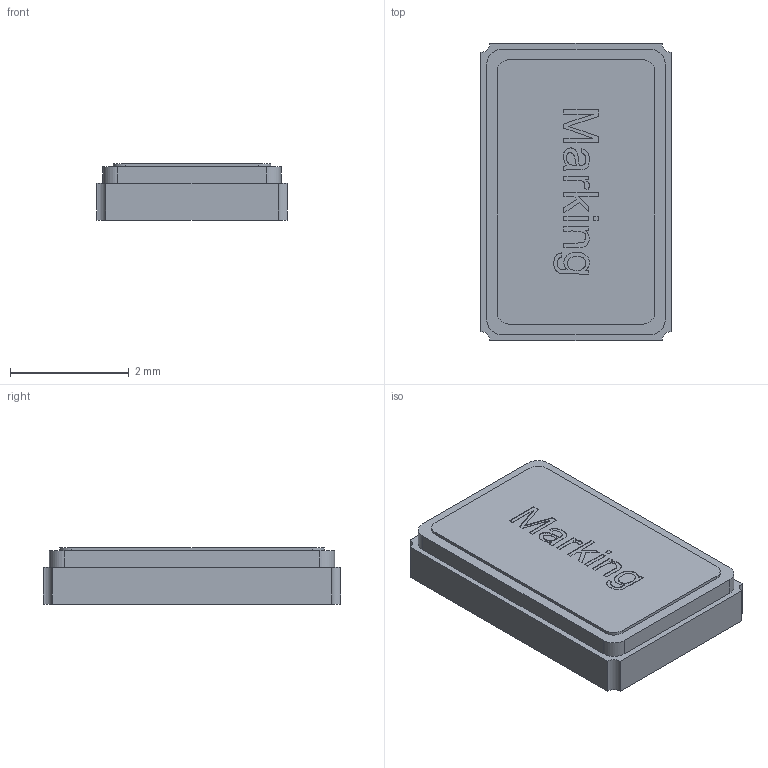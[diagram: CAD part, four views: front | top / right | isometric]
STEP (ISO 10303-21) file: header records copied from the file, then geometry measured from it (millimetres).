
FILE_DESCRIPTION(/* description */ ('Unknown'),/* implementation_level */ '2;1');
FILE_NAME(/* name */ 'Y_Wurth_WE-XTAL-CFPX-104',/* time_stamp */ '2024-10-24T15:43:56+08:00',/* author */ ('Unknown'),/* organization */ ('Unknown'),/* preprocessor_version */ 'ST-DEVELOPER v16.7',/* originating_system */ 'Solid Edge',/* authorisation */ 'Unknown');
FILE_SCHEMA (('AUTOMOTIVE_DESIGN {1 0 10303 214 3 1 1}'));
Length unit declared in the file: millimetre
Products named in the file (2): Y_Wurth_WE-XTAL-CFPX-104
Assembly tree (1 placements, depth 2):
  Y_Wurth_WE-XTAL-CFPX-104
    Y_Wurth_WE-XTAL-CFPX-104
Bounding box: 3.2 x 5 x 0.95 mm (x, y, z)
Volume: 14.5 mm3; surface area: 47 mm2
Topology: 1 solids, 1 shells, 100 faces, 257 edges, 171 vertices
Faces by surface type: plane 72, bspline 15, cylinder 13
Entity records: 4036 total; most frequent: CARTESIAN_POINT 933, ORIENTED_EDGE 512, DIRECTION 425, EDGE_CURVE 256, LINE 199, VECTOR 199, VERTEX_POINT 171, EDGE_LOOP 113
